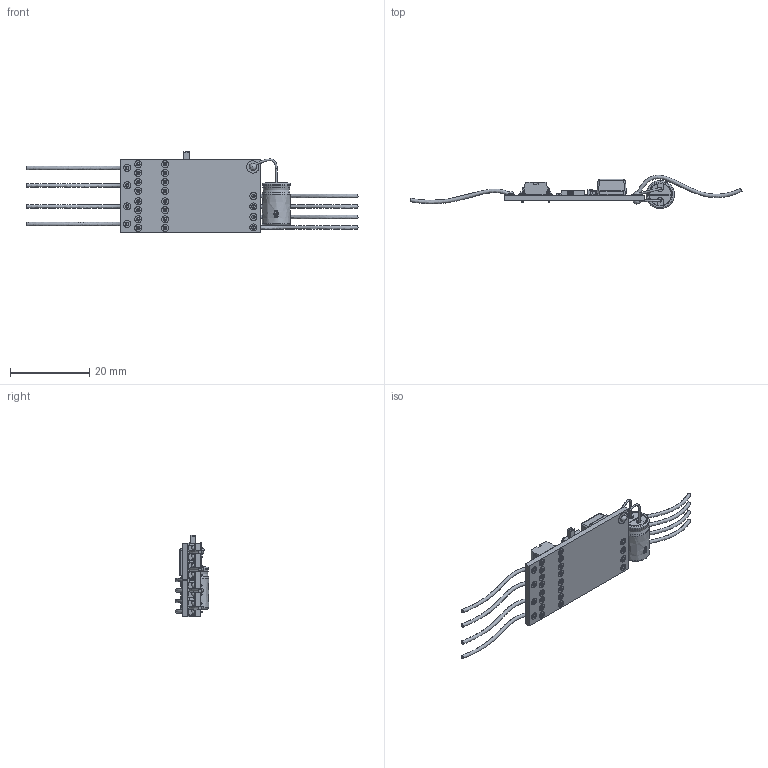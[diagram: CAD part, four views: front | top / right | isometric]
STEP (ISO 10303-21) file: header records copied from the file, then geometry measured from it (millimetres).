
FILE_DESCRIPTION(('FreeCAD Model'),'2;1');
FILE_NAME('Open CASCADE Shape Model','2025-04-30T05:21:33',('FreeCAD'),( 'FreeCAD'),'Open CASCADE STEP processor 7.6','FreeCAD','Unknown');
FILE_SCHEMA(('AUTOMOTIVE_DESIGN { 1 0 10303 214 1 1 1 1 }'));
Products named in the file (1): Open CASCADE STEP translator 7.6 1
Bounding box: 83.89 x 8.43 x 20.64 mm (x, y, z)
Volume: 2041.7 mm3; surface area: 4028.5 mm2
Topology: 161 solids, 394 shells, 3448 faces, 8791 edges, 5991 vertices
Faces by surface type: bspline 3448
Entity records: 126376 total; most frequent: CARTESIAN_POINT 74889, ORIENTED_EDGE 16398, EDGE_CURVE 8736, B_SPLINE_CURVE_WITH_KNOTS 6517, VERTEX_POINT 5990, FACE_BOUND 3739, EDGE_LOOP 3738, ADVANCED_FACE 3448
